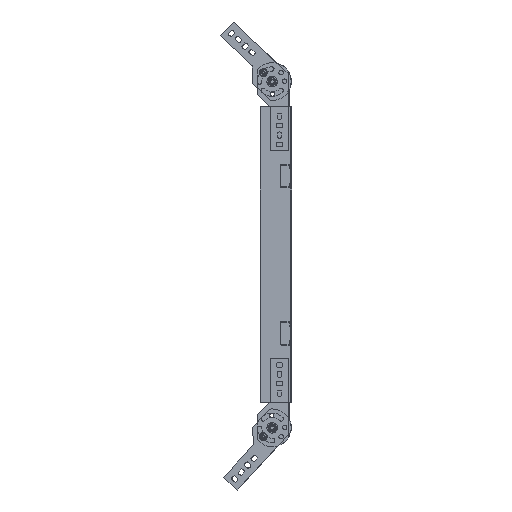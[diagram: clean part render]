
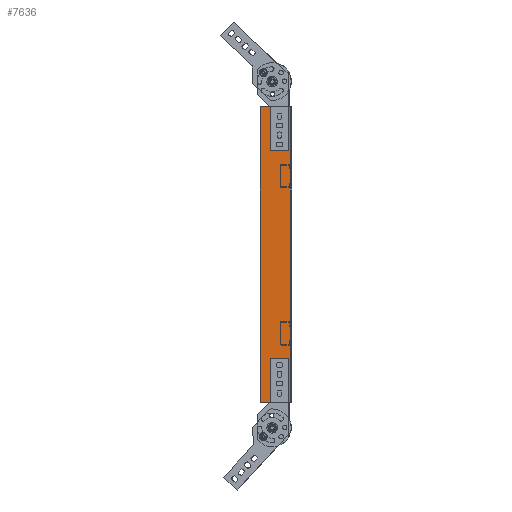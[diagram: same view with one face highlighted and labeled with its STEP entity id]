
A CAD part, left-side view. The second image highlights one B-rep face of the part: STEP entity #7636.
In plain terms, the highlighted planar face has unit normal (-1, 0, 0).
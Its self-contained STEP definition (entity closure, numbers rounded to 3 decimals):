
#1574 = EDGE_LOOP ( 'NONE', ( #18473, #18470, #18469, #18467, #18465, #18463, #18462, #18460, #18458, #18456, #18454, #18452 ) ) ;
#5421 = VECTOR ( 'NONE', #19382, 1000. ) ;
#5423 = LINE ( 'NONE', #19348, #5421 ) ;
#5425 = LINE ( 'NONE', #19334, #5458 ) ;
#5427 = VECTOR ( 'NONE', #19354, 1000. ) ;
#5430 = VECTOR ( 'NONE', #19367, 1000. ) ;
#5431 = LINE ( 'NONE', #19362, #5427 ) ;
#5433 = LINE ( 'NONE', #19373, #5430 ) ;
#5435 = VECTOR ( 'NONE', #19388, 1000. ) ;
#5437 = LINE ( 'NONE', #19399, #5441 ) ;
#5439 = VECTOR ( 'NONE', #19402, 1000. ) ;
#5441 = VECTOR ( 'NONE', #19378, 1000. ) ;
#5442 = LINE ( 'NONE', #19425, #5435 ) ;
#5444 = LINE ( 'NONE', #19412, #5439 ) ;
#5446 = VECTOR ( 'NONE', #19428, 1000. ) ;
#5448 = LINE ( 'NONE', #19433, #5471 ) ;
#5450 = VECTOR ( 'NONE', #13614, 1000. ) ;
#5452 = LINE ( 'NONE', #13616, #5446 ) ;
#5454 = VECTOR ( 'NONE', #13617, 1000. ) ;
#5456 = LINE ( 'NONE', #13630, #5454 ) ;
#5458 = VECTOR ( 'NONE', #19326, 1000. ) ;
#5460 = VECTOR ( 'NONE', #13619, 1000. ) ;
#5462 = LINE ( 'NONE', #13627, #5450 ) ;
#5466 = LINE ( 'NONE', #13621, #5460 ) ;
#5471 = VECTOR ( 'NONE', #19416, 1000. ) ;
#5912 = FACE_OUTER_BOUND ( 'NONE', #1574, .T. ) ;
#7636 = ADVANCED_FACE ( 'NONE', ( #5912 ), #14549, .F. ) ;
#9266 = AXIS2_PLACEMENT_3D ( 'NONE', #14569, #14544, #14538 ) ;
#10082 = VERTEX_POINT ( 'NONE', #13699 ) ;
#10122 = EDGE_CURVE ( 'NONE', #10152, #10139, #5466, .T. ) ;
#10124 = EDGE_CURVE ( 'NONE', #10152, #10150, #5456, .T. ) ;
#10126 = EDGE_CURVE ( 'NONE', #10150, #10163, #5462, .T. ) ;
#10128 = EDGE_CURVE ( 'NONE', #10082, #10163, #5452, .T. ) ;
#10129 = EDGE_CURVE ( 'NONE', #10082, #10159, #5448, .T. ) ;
#10131 = EDGE_CURVE ( 'NONE', #10157, #10159, #5444, .T. ) ;
#10133 = EDGE_CURVE ( 'NONE', #10155, #10157, #5442, .T. ) ;
#10134 = EDGE_CURVE ( 'NONE', #10153, #10155, #5437, .T. ) ;
#10135 = EDGE_CURVE ( 'NONE', #10148, #10153, #5433, .T. ) ;
#10138 = VERTEX_POINT ( 'NONE', #19361 ) ;
#10137 = EDGE_CURVE ( 'NONE', #10148, #10142, #5431, .T. ) ;
#10139 = VERTEX_POINT ( 'NONE', #19356 ) ;
#10140 = EDGE_CURVE ( 'NONE', #10142, #10138, #5423, .T. ) ;
#10141 = EDGE_CURVE ( 'NONE', #10138, #10139, #5425, .T. ) ;
#10142 = VERTEX_POINT ( 'NONE', #19347 ) ;
#10148 = VERTEX_POINT ( 'NONE', #19300 ) ;
#10150 = VERTEX_POINT ( 'NONE', #19292 ) ;
#10152 = VERTEX_POINT ( 'NONE', #19268 ) ;
#10153 = VERTEX_POINT ( 'NONE', #19240 ) ;
#10155 = VERTEX_POINT ( 'NONE', #19217 ) ;
#10157 = VERTEX_POINT ( 'NONE', #19208 ) ;
#10159 = VERTEX_POINT ( 'NONE', #19203 ) ;
#10163 = VERTEX_POINT ( 'NONE', #19151 ) ;
#13614 = DIRECTION ( 'NONE',  ( 0., 0., 1. ) ) ;
#13616 = CARTESIAN_POINT ( 'NONE',  ( -584.243, 28.367, 235. ) ) ;
#13617 = DIRECTION ( 'NONE',  ( 0., 1., 0. ) ) ;
#13619 = DIRECTION ( 'NONE',  ( 0., 0., 1. ) ) ;
#13621 = CARTESIAN_POINT ( 'NONE',  ( -584.243, 12.868, -119.228 ) ) ;
#13627 = CARTESIAN_POINT ( 'NONE',  ( -584.243, 28.367, -235. ) ) ;
#13630 = CARTESIAN_POINT ( 'NONE',  ( -584.243, 28.367, -235. ) ) ;
#13699 = CARTESIAN_POINT ( 'NONE',  ( -584.243, 12.868, 235. ) ) ;
#14538 = DIRECTION ( 'NONE',  ( 0., -1., 0. ) ) ;
#14544 = DIRECTION ( 'NONE',  ( 1., 0., 0. ) ) ;
#14549 = PLANE ( 'NONE',  #9266 ) ;
#14569 = CARTESIAN_POINT ( 'NONE',  ( -584.243, 28.367, -235. ) ) ;
#18452 = ORIENTED_EDGE ( 'NONE', *, *, #10122, .T. ) ;
#18454 = ORIENTED_EDGE ( 'NONE', *, *, #10124, .F. ) ;
#18456 = ORIENTED_EDGE ( 'NONE', *, *, #10126, .F. ) ;
#18458 = ORIENTED_EDGE ( 'NONE', *, *, #10128, .T. ) ;
#18460 = ORIENTED_EDGE ( 'NONE', *, *, #10129, .F. ) ;
#18462 = ORIENTED_EDGE ( 'NONE', *, *, #10131, .T. ) ;
#18463 = ORIENTED_EDGE ( 'NONE', *, *, #10133, .T. ) ;
#18465 = ORIENTED_EDGE ( 'NONE', *, *, #10134, .T. ) ;
#18467 = ORIENTED_EDGE ( 'NONE', *, *, #10135, .T. ) ;
#18469 = ORIENTED_EDGE ( 'NONE', *, *, #10137, .F. ) ;
#18470 = ORIENTED_EDGE ( 'NONE', *, *, #10140, .F. ) ;
#18473 = ORIENTED_EDGE ( 'NONE', *, *, #10141, .F. ) ;
#19151 = CARTESIAN_POINT ( 'NONE',  ( -584.243, 28.367, 235. ) ) ;
#19203 = CARTESIAN_POINT ( 'NONE',  ( -584.243, 12.868, 165. ) ) ;
#19208 = CARTESIAN_POINT ( 'NONE',  ( -584.243, -17.133, 165. ) ) ;
#19217 = CARTESIAN_POINT ( 'NONE',  ( -584.243, -17.133, 235. ) ) ;
#19240 = CARTESIAN_POINT ( 'NONE',  ( -584.243, -19.833, 235. ) ) ;
#19268 = CARTESIAN_POINT ( 'NONE',  ( -584.243, 12.868, -235. ) ) ;
#19292 = CARTESIAN_POINT ( 'NONE',  ( -584.243, 28.367, -235. ) ) ;
#19300 = CARTESIAN_POINT ( 'NONE',  ( -584.243, -19.833, -235. ) ) ;
#19326 = DIRECTION ( 'NONE',  ( 0., 1., 0. ) ) ;
#19334 = CARTESIAN_POINT ( 'NONE',  ( -584.243, 7.867, -165. ) ) ;
#19347 = CARTESIAN_POINT ( 'NONE',  ( -584.243, -17.133, -235. ) ) ;
#19348 = CARTESIAN_POINT ( 'NONE',  ( -584.243, -17.133, -119.228 ) ) ;
#19354 = DIRECTION ( 'NONE',  ( 0., 1., 0. ) ) ;
#19356 = CARTESIAN_POINT ( 'NONE',  ( -584.243, 12.868, -165. ) ) ;
#19361 = CARTESIAN_POINT ( 'NONE',  ( -584.243, -17.133, -165. ) ) ;
#19362 = CARTESIAN_POINT ( 'NONE',  ( -584.243, 28.367, -235. ) ) ;
#19367 = DIRECTION ( 'NONE',  ( 0., 0., 1. ) ) ;
#19373 = CARTESIAN_POINT ( 'NONE',  ( -584.243, -19.833, -235. ) ) ;
#19378 = DIRECTION ( 'NONE',  ( 0., 1., 0. ) ) ;
#19382 = DIRECTION ( 'NONE',  ( 0., 0., 1. ) ) ;
#19388 = DIRECTION ( 'NONE',  ( 0., 0., -1. ) ) ;
#19399 = CARTESIAN_POINT ( 'NONE',  ( -584.243, 28.367, 235. ) ) ;
#19402 = DIRECTION ( 'NONE',  ( 0., 1., 0. ) ) ;
#19412 = CARTESIAN_POINT ( 'NONE',  ( -584.243, 7.867, 165. ) ) ;
#19416 = DIRECTION ( 'NONE',  ( 0., 0., -1. ) ) ;
#19425 = CARTESIAN_POINT ( 'NONE',  ( -584.243, -17.133, 119.228 ) ) ;
#19428 = DIRECTION ( 'NONE',  ( 0., 1., 0. ) ) ;
#19433 = CARTESIAN_POINT ( 'NONE',  ( -584.243, 12.868, 119.228 ) ) ;
